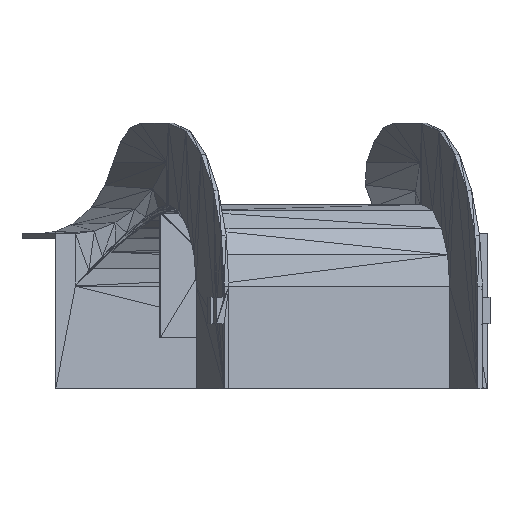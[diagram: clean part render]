
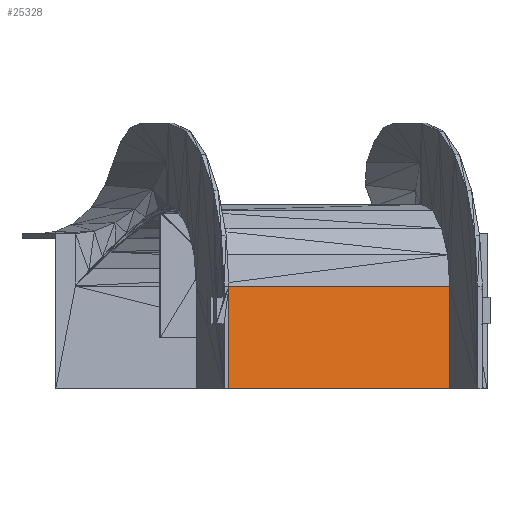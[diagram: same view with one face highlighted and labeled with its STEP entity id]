
A CAD part, front view. The second image highlights one B-rep face of the part: STEP entity #25328.
In plain terms, the highlighted planar face has unit normal (0.342, -0.94, 0).
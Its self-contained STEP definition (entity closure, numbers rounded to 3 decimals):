
#1462 = VERTEX_POINT('',#1463);
#1463 = CARTESIAN_POINT('',(-1848.214,-5454.962,
    6.418));
#1484 = PLANE('',#1485);
#1485 = AXIS2_PLACEMENT_3D('',#1486,#1487,#1488);
#1486 = CARTESIAN_POINT('',(-1783.959,-5430.715,
    10.479));
#1487 = DIRECTION('',(0.335,-0.922,0.195));
#1488 = DIRECTION('',(-0.94,-0.342,0.));
#1595 = PLANE('',#1596);
#1596 = AXIS2_PLACEMENT_3D('',#1597,#1598,#1599);
#1597 = CARTESIAN_POINT('',(-1847.275,-5457.543,
    13.568));
#1598 = DIRECTION('',(0.94,0.342,0.)
  );
#1599 = DIRECTION('',(-0.342,0.94,0.));
#1611 = EDGE_CURVE('',#1462,#1612,#1614,.T.);
#1612 = VERTEX_POINT('',#1613);
#1613 = CARTESIAN_POINT('',(-1726.054,-5410.5,
    6.418));
#1614 = SURFACE_CURVE('',#1615,(#1619,#1626),.PCURVE_S1.);
#1615 = LINE('',#1616,#1617);
#1616 = CARTESIAN_POINT('',(-1848.214,-5454.962,
    6.418));
#1617 = VECTOR('',#1618,1.);
#1618 = DIRECTION('',(0.94,0.342,0.));
#1619 = PCURVE('',#1484,#1620);
#1620 = DEFINITIONAL_REPRESENTATION('',(#1621),#1625);
#1621 = LINE('',#1622,#1623);
#1622 = CARTESIAN_POINT('',(68.673,4.141));
#1623 = VECTOR('',#1624,1.);
#1624 = DIRECTION('',(-1.,0.));
#1625 = ( GEOMETRIC_REPRESENTATION_CONTEXT(2) 
PARAMETRIC_REPRESENTATION_CONTEXT() REPRESENTATION_CONTEXT('2D SPACE',''
  ) );
#1626 = PCURVE('',#1627,#1632);
#1627 = PLANE('',#1628);
#1628 = AXIS2_PLACEMENT_3D('',#1629,#1630,#1631);
#1629 = CARTESIAN_POINT('',(-1787.134,-5432.731,
    -18.832));
#1630 = DIRECTION('',(0.342,-0.94,0.));
#1631 = DIRECTION('',(-0.94,-0.342,0.));
#1632 = DEFINITIONAL_REPRESENTATION('',(#1633),#1637);
#1633 = LINE('',#1634,#1635);
#1634 = CARTESIAN_POINT('',(65.,-25.25));
#1635 = VECTOR('',#1636,1.);
#1636 = DIRECTION('',(-1.,0.));
#1637 = ( GEOMETRIC_REPRESENTATION_CONTEXT(2) 
PARAMETRIC_REPRESENTATION_CONTEXT() REPRESENTATION_CONTEXT('2D SPACE',''
  ) );
#1671 = VERTEX_POINT('',#1672);
#1672 = CARTESIAN_POINT('',(-1848.214,-5454.962,
    -44.082));
#1698 = EDGE_CURVE('',#1462,#1671,#1699,.T.);
#1699 = SURFACE_CURVE('',#1700,(#1704,#1711),.PCURVE_S1.);
#1700 = LINE('',#1701,#1702);
#1701 = CARTESIAN_POINT('',(-1848.214,-5454.962,
    6.418));
#1702 = VECTOR('',#1703,1.);
#1703 = DIRECTION('',(0.,0.,-1.));
#1704 = PCURVE('',#1595,#1705);
#1705 = DEFINITIONAL_REPRESENTATION('',(#1706),#1710);
#1706 = LINE('',#1707,#1708);
#1707 = CARTESIAN_POINT('',(2.746,-7.15));
#1708 = VECTOR('',#1709,1.);
#1709 = DIRECTION('',(0.,-1.));
#1710 = ( GEOMETRIC_REPRESENTATION_CONTEXT(2) 
PARAMETRIC_REPRESENTATION_CONTEXT() REPRESENTATION_CONTEXT('2D SPACE',''
  ) );
#1711 = PCURVE('',#1627,#1712);
#1712 = DEFINITIONAL_REPRESENTATION('',(#1713),#1717);
#1713 = LINE('',#1714,#1715);
#1714 = CARTESIAN_POINT('',(65.,-25.25));
#1715 = VECTOR('',#1716,1.);
#1716 = DIRECTION('',(-0.,1.));
#1717 = ( GEOMETRIC_REPRESENTATION_CONTEXT(2) 
PARAMETRIC_REPRESENTATION_CONTEXT() REPRESENTATION_CONTEXT('2D SPACE',''
  ) );
#5906 = PLANE('',#5907);
#5907 = AXIS2_PLACEMENT_3D('',#5908,#5909,#5910);
#5908 = CARTESIAN_POINT('',(-1784.712,-5439.384,
    -44.082));
#5909 = DIRECTION('',(0.,0.,-1.));
#5910 = DIRECTION('',(0.,-1.,0.));
#10231 = PLANE('',#10232);
#10232 = AXIS2_PLACEMENT_3D('',#10233,#10234,#10235);
#10233 = CARTESIAN_POINT('',(-1721.443,-5423.167,
    -25.351));
#10234 = DIRECTION('',(-0.94,-0.342,
    0.));
#10235 = DIRECTION('',(0.342,-0.94,0.));
#10247 = VERTEX_POINT('',#10248);
#10248 = CARTESIAN_POINT('',(-1726.054,-5410.5,
    -44.082));
#10270 = EDGE_CURVE('',#10247,#1612,#10271,.T.);
#10271 = SURFACE_CURVE('',#10272,(#10276,#10283),.PCURVE_S1.);
#10272 = LINE('',#10273,#10274);
#10273 = CARTESIAN_POINT('',(-1726.054,-5410.5,
    -44.082));
#10274 = VECTOR('',#10275,1.);
#10275 = DIRECTION('',(0.,0.,1.));
#10276 = PCURVE('',#10231,#10277);
#10277 = DEFINITIONAL_REPRESENTATION('',(#10278),#10282);
#10278 = LINE('',#10279,#10280);
#10279 = CARTESIAN_POINT('',(-13.481,-18.731));
#10280 = VECTOR('',#10281,1.);
#10281 = DIRECTION('',(0.,1.));
#10282 = ( GEOMETRIC_REPRESENTATION_CONTEXT(2) 
PARAMETRIC_REPRESENTATION_CONTEXT() REPRESENTATION_CONTEXT('2D SPACE',''
  ) );
#10283 = PCURVE('',#1627,#10284);
#10284 = DEFINITIONAL_REPRESENTATION('',(#10285),#10289);
#10285 = LINE('',#10286,#10287);
#10286 = CARTESIAN_POINT('',(-65.,25.25));
#10287 = VECTOR('',#10288,1.);
#10288 = DIRECTION('',(0.,-1.));
#10289 = ( GEOMETRIC_REPRESENTATION_CONTEXT(2) 
PARAMETRIC_REPRESENTATION_CONTEXT() REPRESENTATION_CONTEXT('2D SPACE',''
  ) );
#25328 = ADVANCED_FACE('',(#25329),#1627,.T.);
#25329 = FACE_BOUND('',#25330,.T.);
#25330 = EDGE_LOOP('',(#25331,#25332,#25333,#25334));
#25331 = ORIENTED_EDGE('',*,*,#10270,.T.);
#25332 = ORIENTED_EDGE('',*,*,#1611,.F.);
#25333 = ORIENTED_EDGE('',*,*,#1698,.T.);
#25334 = ORIENTED_EDGE('',*,*,#25335,.T.);
#25335 = EDGE_CURVE('',#1671,#10247,#25336,.T.);
#25336 = SURFACE_CURVE('',#25337,(#25341,#25348),.PCURVE_S1.);
#25337 = LINE('',#25338,#25339);
#25338 = CARTESIAN_POINT('',(-1848.214,-5454.962,
    -44.082));
#25339 = VECTOR('',#25340,1.);
#25340 = DIRECTION('',(0.94,0.342,0.));
#25341 = PCURVE('',#1627,#25342);
#25342 = DEFINITIONAL_REPRESENTATION('',(#25343),#25347);
#25343 = LINE('',#25344,#25345);
#25344 = CARTESIAN_POINT('',(65.,25.25));
#25345 = VECTOR('',#25346,1.);
#25346 = DIRECTION('',(-1.,0.));
#25347 = ( GEOMETRIC_REPRESENTATION_CONTEXT(2) 
PARAMETRIC_REPRESENTATION_CONTEXT() REPRESENTATION_CONTEXT('2D SPACE',''
  ) );
#25348 = PCURVE('',#5906,#25349);
#25349 = DEFINITIONAL_REPRESENTATION('',(#25350),#25354);
#25350 = LINE('',#25351,#25352);
#25351 = CARTESIAN_POINT('',(15.578,63.502));
#25352 = VECTOR('',#25353,1.);
#25353 = DIRECTION('',(-0.342,-0.94));
#25354 = ( GEOMETRIC_REPRESENTATION_CONTEXT(2) 
PARAMETRIC_REPRESENTATION_CONTEXT() REPRESENTATION_CONTEXT('2D SPACE',''
  ) );
